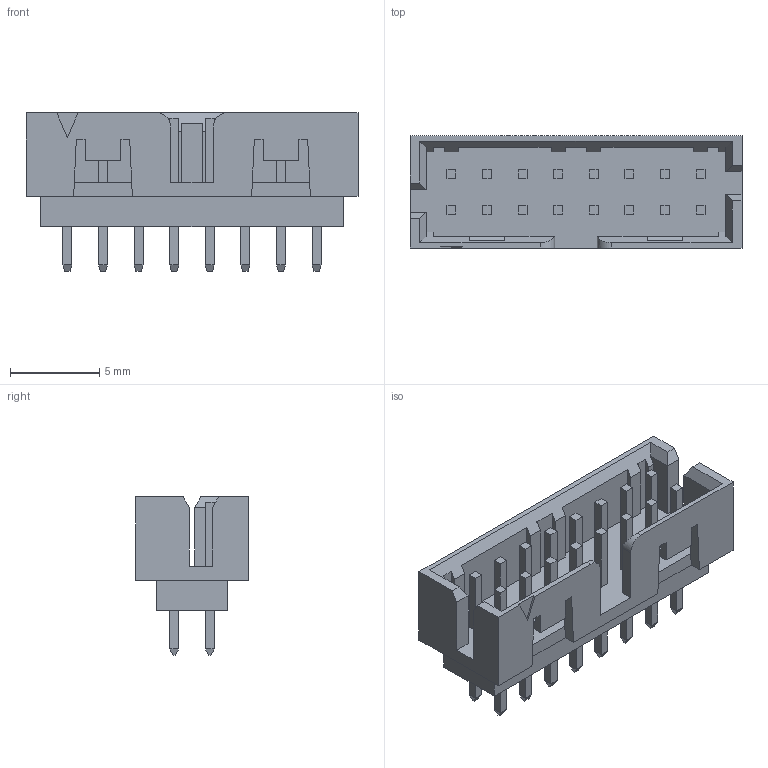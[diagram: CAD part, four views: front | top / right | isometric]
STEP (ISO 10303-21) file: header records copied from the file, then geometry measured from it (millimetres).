
FILE_DESCRIPTION(/* description */ (''),/* implementation_level */ '2;1');
FILE_NAME(/* name */ '878311620wbm000_01_214.stp',/* time_stamp */ '2022-04-11T12:46:15+05:00',/* author */ (''),/* organization */ (''),/* preprocessor_version */ 'ST-DEVELOPER v16.7',/* originating_system */ 'SIEMENS PLM Software NX 1919',/* authorisation */ '');
FILE_SCHEMA (('AUTOMOTIVE_DESIGN { 1 0 10303 214 3 1 1 1 }'));
Length unit declared in the file: millimetre
Products named in the file (1): 878311620wbm000_01
Bounding box: 18.65 x 6.3 x 8.9 mm (x, y, z)
Volume: 334.9 mm3; surface area: 865.1 mm2
Topology: 1 solids, 1 shells, 319 faces, 788 edges, 500 vertices
Faces by surface type: plane 317, cylinder 2
Entity records: 9172 total; most frequent: CARTESIAN_POINT 1608, ORIENTED_EDGE 1576, DIRECTION 1434, EDGE_CURVE 788, LINE 782, VECTOR 782, VERTEX_POINT 500, EDGE_LOOP 352
